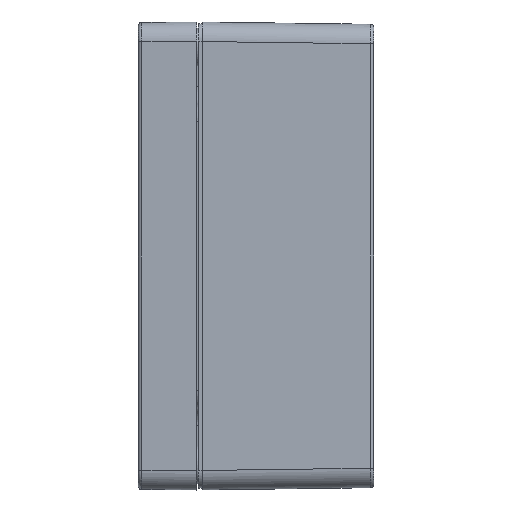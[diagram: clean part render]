
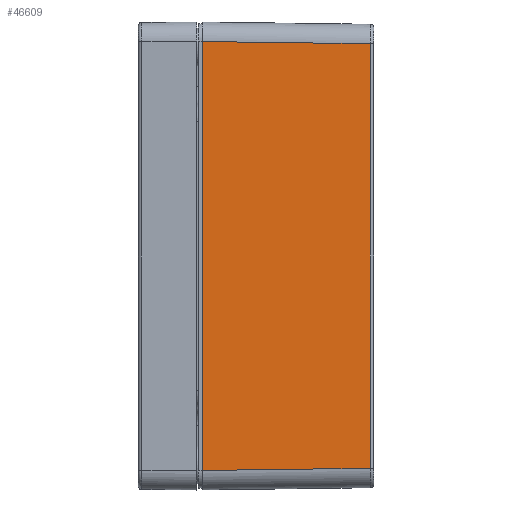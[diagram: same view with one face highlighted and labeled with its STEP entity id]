
A CAD part, left-side view. The second image highlights one B-rep face of the part: STEP entity #46609.
In plain terms, the highlighted planar face has unit normal (-1, -0.013, 0).
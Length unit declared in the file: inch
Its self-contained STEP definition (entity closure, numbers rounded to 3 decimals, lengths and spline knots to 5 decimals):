
#1281 = CARTESIAN_POINT ( 'NONE',  ( -0.50043, -0.03937, 4.04963 ) ) ;
#2147 = CARTESIAN_POINT ( 'NONE',  ( -0.50095, 0., -0.47743 ) ) ;
#3154 = CARTESIAN_POINT ( 'NONE',  ( -0.50043, -0.03937, -0.47743 ) ) ;
#4069 = CARTESIAN_POINT ( 'NONE',  ( -0.47826, -1.7328, 4.02747 ) ) ;
#4685 = CARTESIAN_POINT ( 'NONE',  ( -0.50037, -0.04379, -0.28002 ) ) ;
#5687 = LINE ( 'NONE', #30541, #49374 ) ;
#5740 = EDGE_CURVE ( 'NONE', #19004, #41623, #43392, .T. ) ;
#5979 = CARTESIAN_POINT ( 'NONE',  ( -0.50043, -0.03937, -0.28008 ) ) ;
#7136 = CARTESIAN_POINT ( 'NONE',  ( -0.47826, -1.7328, -0.25791 ) ) ;
#10275 = DIRECTION ( 'NONE',  ( -0.013, 1., 0. ) ) ;
#13630 = VECTOR ( 'NONE', #30703, 39.37008 ) ;
#14346 = EDGE_CURVE ( 'NONE', #19004, #21055, #5687, .T. ) ;
#17642 = AXIS2_PLACEMENT_3D ( 'NONE', #2147, #47275, #10275 ) ;
#17937 = ORIENTED_EDGE ( 'NONE', *, *, #38859, .T. ) ;
#19004 = VERTEX_POINT ( 'NONE', #4069 ) ;
#19553 = ORIENTED_EDGE ( 'NONE', *, *, #5740, .T. ) ;
#21055 = VERTEX_POINT ( 'NONE', #7136 ) ;
#21890 = DIRECTION ( 'NONE',  ( 0., 0., -1. ) ) ;
#23693 = LINE ( 'NONE', #3154, #31465 ) ;
#23742 = ORIENTED_EDGE ( 'NONE', *, *, #43861, .F. ) ;
#23817 = VERTEX_POINT ( 'NONE', #5979 ) ;
#26977 = ORIENTED_EDGE ( 'NONE', *, *, #14346, .F. ) ;
#30541 = CARTESIAN_POINT ( 'NONE',  ( -0.47826, -1.7328, 0.70368 ) ) ;
#30703 = DIRECTION ( 'NONE',  ( -0.013, 1., 0.013 ) ) ;
#30792 = PLANE ( 'NONE',  #17642 ) ;
#31465 = VECTOR ( 'NONE', #31801, 39.37008 ) ;
#31801 = DIRECTION ( 'NONE',  ( 0., 0., -1. ) ) ;
#38859 = EDGE_CURVE ( 'NONE', #41623, #23817, #23693, .T. ) ;
#41623 = VERTEX_POINT ( 'NONE', #1281 ) ;
#42602 = CARTESIAN_POINT ( 'NONE',  ( -0.47826, -1.7328, 4.02747 ) ) ;
#43392 = LINE ( 'NONE', #42602, #13630 ) ;
#43861 = EDGE_CURVE ( 'NONE', #21055, #23817, #53335, .T. ) ;
#45479 = DIRECTION ( 'NONE',  ( -0.013, 1., -0.013 ) ) ;
#46609 = ADVANCED_FACE ( 'NONE', ( #51343 ), #30792, .T. ) ;
#46841 = VECTOR ( 'NONE', #45479, 39.37008 ) ;
#47275 = DIRECTION ( 'NONE',  ( -1., -0.013, 0. ) ) ;
#47319 = EDGE_LOOP ( 'NONE', ( #26977, #19553, #17937, #23742 ) ) ;
#49374 = VECTOR ( 'NONE', #21890, 39.37008 ) ;
#51343 = FACE_OUTER_BOUND ( 'NONE', #47319, .T. ) ;
#53335 = LINE ( 'NONE', #4685, #46841 ) ;
